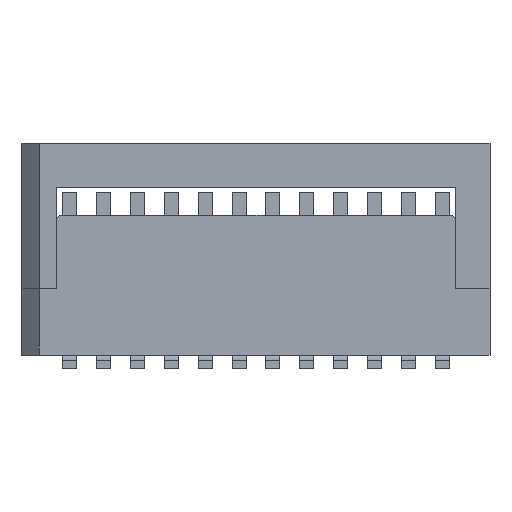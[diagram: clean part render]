
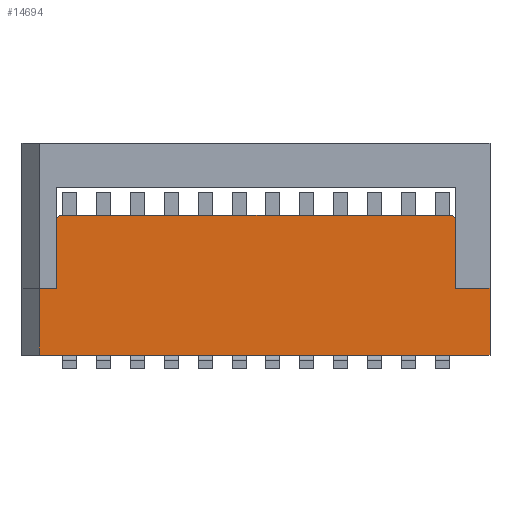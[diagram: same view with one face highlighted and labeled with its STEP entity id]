
A CAD part, left-side view. The second image highlights one B-rep face of the part: STEP entity #14694.
In plain terms, the highlighted face is planar.
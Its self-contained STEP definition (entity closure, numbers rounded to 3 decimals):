
#3827=ORIENTED_EDGE('',*,*,#6390,.F.);
#3828=ORIENTED_EDGE('',*,*,#6463,.T.);
#3829=ORIENTED_EDGE('',*,*,#6464,.T.);
#3830=ORIENTED_EDGE('',*,*,#6465,.T.);
#3831=ORIENTED_EDGE('',*,*,#6466,.T.);
#3832=ORIENTED_EDGE('',*,*,#6397,.T.);
#3833=ORIENTED_EDGE('',*,*,#6467,.T.);
#3834=ORIENTED_EDGE('',*,*,#6468,.T.);
#3835=ORIENTED_EDGE('',*,*,#6469,.F.);
#3836=ORIENTED_EDGE('',*,*,#6470,.F.);
#6390=EDGE_CURVE('',#7981,#7982,#9549,.T.);
#6397=EDGE_CURVE('',#7987,#7986,#9556,.T.);
#6463=EDGE_CURVE('',#7981,#8023,#9618,.T.);
#6464=EDGE_CURVE('',#8023,#8024,#9619,.T.);
#6465=EDGE_CURVE('',#8024,#8025,#9620,.T.);
#6466=EDGE_CURVE('',#8025,#7987,#9621,.T.);
#6467=EDGE_CURVE('',#7986,#8026,#9622,.T.);
#6468=EDGE_CURVE('',#8026,#8027,#9623,.T.);
#6469=EDGE_CURVE('',#8028,#8027,#9624,.T.);
#6470=EDGE_CURVE('',#7982,#8028,#9625,.T.);
#7981=VERTEX_POINT('',#25316);
#7982=VERTEX_POINT('',#25318);
#7986=VERTEX_POINT('',#25330);
#7987=VERTEX_POINT('',#25332);
#8023=VERTEX_POINT('',#25459);
#8024=VERTEX_POINT('',#25461);
#8025=VERTEX_POINT('',#25463);
#8026=VERTEX_POINT('',#25466);
#8027=VERTEX_POINT('',#25468);
#8028=VERTEX_POINT('',#25470);
#9549=LINE('',#25317,#11216);
#9556=LINE('',#25331,#11223);
#9618=LINE('',#25458,#11285);
#9619=LINE('',#25460,#11286);
#9620=LINE('',#25462,#11287);
#9621=LINE('',#25464,#11288);
#9622=LINE('',#25465,#11289);
#9623=LINE('',#25467,#11290);
#9624=LINE('',#25469,#11291);
#9625=LINE('',#25471,#11292);
#11216=VECTOR('',#20041,1000.);
#11223=VECTOR('',#20052,1000.);
#11285=VECTOR('',#20172,1000.);
#11286=VECTOR('',#20173,1000.);
#11287=VECTOR('',#20174,1000.);
#11288=VECTOR('',#20175,1000.);
#11289=VECTOR('',#20176,1000.);
#11290=VECTOR('',#20177,1000.);
#11291=VECTOR('',#20178,1000.);
#11292=VECTOR('',#20179,1000.);
#12314=EDGE_LOOP('',(#3827,#3828,#3829,#3830,#3831,#3832,#3833,#3834,#3835,
#3836));
#13191=FACE_BOUND('',#12314,.T.);
#13931=PLANE('',#16920);
#14694=ADVANCED_FACE('',(#13191),#13931,.T.);
#16920=AXIS2_PLACEMENT_3D('',#25457,#20170,#20171);
#20041=DIRECTION('',(1.,0.,0.));
#20052=DIRECTION('',(0.,0.,1.));
#20170=DIRECTION('',(0.,-1.,0.));
#20171=DIRECTION('',(0.,0.,-1.));
#20172=DIRECTION('',(0.,0.,-1.));
#20173=DIRECTION('',(1.,0.,0.));
#20174=DIRECTION('',(0.,0.,1.));
#20175=DIRECTION('',(-1.,0.,0.));
#20176=DIRECTION('',(-0.707,0.,0.707));
#20177=DIRECTION('',(-1.,0.,0.));
#20178=DIRECTION('',(0.707,0.,0.707));
#20179=DIRECTION('',(0.,0.,1.));
#25316=CARTESIAN_POINT('',(-6.35,-6.75,1.95));
#25317=CARTESIAN_POINT('',(-6.85,-6.75,1.95));
#25318=CARTESIAN_POINT('',(-5.85,-6.75,1.95));
#25330=CARTESIAN_POINT('',(5.85,-6.75,4.));
#25331=CARTESIAN_POINT('',(5.85,-6.75,1.95));
#25332=CARTESIAN_POINT('',(5.85,-6.75,1.95));
#25457=CARTESIAN_POINT('',(0.,-6.75,0.));
#25458=CARTESIAN_POINT('',(-6.35,-6.75,0.));
#25459=CARTESIAN_POINT('',(-6.35,-6.75,0.));
#25460=CARTESIAN_POINT('',(-6.85,-6.75,0.));
#25461=CARTESIAN_POINT('',(6.85,-6.75,0.));
#25462=CARTESIAN_POINT('',(6.85,-6.75,0.));
#25463=CARTESIAN_POINT('',(6.85,-6.75,1.95));
#25464=CARTESIAN_POINT('',(6.85,-6.75,1.95));
#25465=CARTESIAN_POINT('',(4.925,-6.75,4.925));
#25466=CARTESIAN_POINT('',(5.75,-6.75,4.1));
#25467=CARTESIAN_POINT('',(6.85,-6.75,4.1));
#25468=CARTESIAN_POINT('',(-5.75,-6.75,4.1));
#25469=CARTESIAN_POINT('',(-4.925,-6.75,4.925));
#25470=CARTESIAN_POINT('',(-5.85,-6.75,4.));
#25471=CARTESIAN_POINT('',(-5.85,-6.75,1.95));
